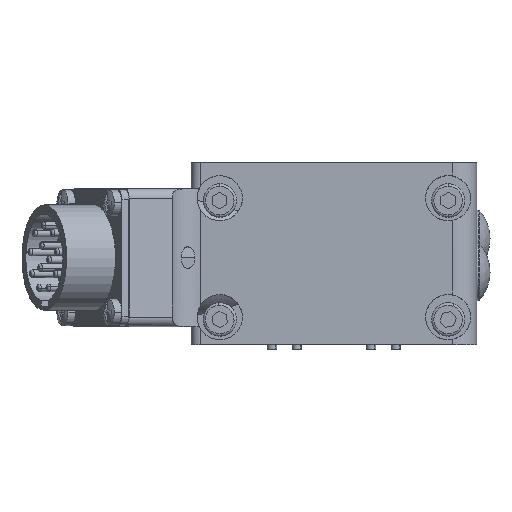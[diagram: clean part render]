
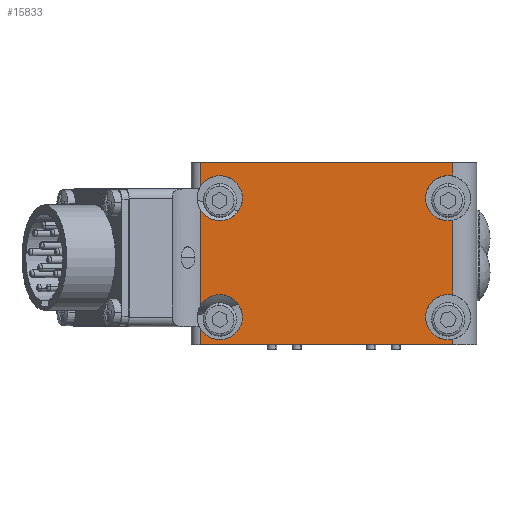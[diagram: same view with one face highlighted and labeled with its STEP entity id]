
A CAD part, top view. The second image highlights one B-rep face of the part: STEP entity #15833.
In plain terms, the highlighted planar face has unit normal (0, 0, 1).
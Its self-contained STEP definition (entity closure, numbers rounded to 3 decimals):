
#7 = DIRECTION ( 'NONE',  ( -1., 0., 0. ) ) ;
#19 = CARTESIAN_POINT ( 'NONE',  ( -4., 11.65, 33. ) ) ;
#335 = DIRECTION ( 'NONE',  ( -1., 0., 0. ) ) ;
#676 = EDGE_CURVE ( 'NONE', #16883, #14192, #13408, .T. ) ;
#735 = CARTESIAN_POINT ( 'NONE',  ( -4., -13.35, 33. ) ) ;
#932 = CARTESIAN_POINT ( 'NONE',  ( -8., -15.912, 33. ) ) ;
#1085 = DIRECTION ( 'NONE',  ( 0., 0., -1. ) ) ;
#1191 = CARTESIAN_POINT ( 'NONE',  ( 44., 11.65, 33. ) ) ;
#1210 = ORIENTED_EDGE ( 'NONE', *, *, #10937, .T. ) ;
#1467 = EDGE_CURVE ( 'NONE', #6907, #9745, #30398, .T. ) ;
#1559 = ORIENTED_EDGE ( 'NONE', *, *, #1467, .T. ) ;
#1583 = VERTEX_POINT ( 'NONE', #23263 ) ;
#2091 = CARTESIAN_POINT ( 'NONE',  ( 50., -19.15, 33. ) ) ;
#2141 = CARTESIAN_POINT ( 'NONE',  ( 45., 19.15, 33. ) ) ;
#2457 = VERTEX_POINT ( 'NONE', #26035 ) ;
#2525 = CARTESIAN_POINT ( 'NONE',  ( 44., 11.65, 33. ) ) ;
#2802 = CARTESIAN_POINT ( 'NONE',  ( -8., 19.15, 33. ) ) ;
#3323 = CARTESIAN_POINT ( 'NONE',  ( -8., 19.15, 33. ) ) ;
#3743 = VECTOR ( 'NONE', #25156, 1000. ) ;
#4604 = LINE ( 'NONE', #14253, #29311 ) ;
#4733 = CIRCLE ( 'NONE', #20445, 4.75 ) ;
#4881 = CARTESIAN_POINT ( 'NONE',  ( 0.75, 11.65, 33. ) ) ;
#4889 = DIRECTION ( 'NONE',  ( -1., 0., 0. ) ) ;
#5310 = CIRCLE ( 'NONE', #15448, 4.75 ) ;
#5526 = PLANE ( 'NONE',  #16081 ) ;
#5980 = AXIS2_PLACEMENT_3D ( 'NONE', #31351, #23577, #21228 ) ;
#6116 = VERTEX_POINT ( 'NONE', #17952 ) ;
#6157 = DIRECTION ( 'NONE',  ( 0., 0., -1. ) ) ;
#6189 = CARTESIAN_POINT ( 'NONE',  ( 45., -8.706, 33. ) ) ;
#6907 = VERTEX_POINT ( 'NONE', #18292 ) ;
#7124 = VERTEX_POINT ( 'NONE', #932 ) ;
#7990 = AXIS2_PLACEMENT_3D ( 'NONE', #9996, #29796, #27255 ) ;
#9111 = ORIENTED_EDGE ( 'NONE', *, *, #23552, .T. ) ;
#9504 = DIRECTION ( 'NONE',  ( 0., 0., -1. ) ) ;
#9745 = VERTEX_POINT ( 'NONE', #19035 ) ;
#9955 = CARTESIAN_POINT ( 'NONE',  ( 45., 19.15, 33. ) ) ;
#9979 = EDGE_CURVE ( 'NONE', #9745, #18468, #5310, .T. ) ;
#9996 = CARTESIAN_POINT ( 'NONE',  ( -4., 11.65, 33. ) ) ;
#10119 = VECTOR ( 'NONE', #28834, 1000. ) ;
#10565 = ORIENTED_EDGE ( 'NONE', *, *, #13628, .T. ) ;
#10937 = EDGE_CURVE ( 'NONE', #27942, #15971, #27038, .T. ) ;
#11039 = CIRCLE ( 'NONE', #5980, 4.75 ) ;
#11120 = VECTOR ( 'NONE', #20262, 1000. ) ;
#12028 = LINE ( 'NONE', #16952, #10119 ) ;
#12644 = CARTESIAN_POINT ( 'NONE',  ( 50., 19.15, 33. ) ) ;
#13122 = CARTESIAN_POINT ( 'NONE',  ( 44., -13.35, 33. ) ) ;
#13408 = LINE ( 'NONE', #22624, #11120 ) ;
#13434 = EDGE_CURVE ( 'NONE', #27942, #14192, #4604, .T. ) ;
#13456 = CARTESIAN_POINT ( 'NONE',  ( -8., -19.15, 33. ) ) ;
#13628 = EDGE_CURVE ( 'NONE', #16408, #7124, #15931, .T. ) ;
#13741 = VERTEX_POINT ( 'NONE', #4881 ) ;
#14192 = VERTEX_POINT ( 'NONE', #2141 ) ;
#14253 = CARTESIAN_POINT ( 'NONE',  ( 50., 19.15, 33. ) ) ;
#14540 = CARTESIAN_POINT ( 'NONE',  ( 45., 7.006, 33. ) ) ;
#14969 = ORIENTED_EDGE ( 'NONE', *, *, #31307, .T. ) ;
#14999 = DIRECTION ( 'NONE',  ( 0., -1., 0. ) ) ;
#15448 = AXIS2_PLACEMENT_3D ( 'NONE', #13122, #1085, #15963 ) ;
#15833 = ADVANCED_FACE ( 'NONE', ( #16939 ), #5526, .F. ) ;
#15931 = CIRCLE ( 'NONE', #18492, 4.75 ) ;
#15963 = DIRECTION ( 'NONE',  ( -1., 0., 0. ) ) ;
#15971 = VERTEX_POINT ( 'NONE', #24846 ) ;
#16081 = AXIS2_PLACEMENT_3D ( 'NONE', #12644, #24529, #4889 ) ;
#16408 = VERTEX_POINT ( 'NONE', #29877 ) ;
#16754 = VECTOR ( 'NONE', #27861, 1000. ) ;
#16883 = VERTEX_POINT ( 'NONE', #30255 ) ;
#16939 = FACE_OUTER_BOUND ( 'NONE', #21190, .T. ) ;
#16952 = CARTESIAN_POINT ( 'NONE',  ( -8., 19.15, 33. ) ) ;
#17952 = CARTESIAN_POINT ( 'NONE',  ( -8., -10.788, 33. ) ) ;
#18192 = ORIENTED_EDGE ( 'NONE', *, *, #30189, .T. ) ;
#18292 = CARTESIAN_POINT ( 'NONE',  ( 45., -19.15, 33. ) ) ;
#18357 = VERTEX_POINT ( 'NONE', #13456 ) ;
#18468 = VERTEX_POINT ( 'NONE', #21124 ) ;
#18492 = AXIS2_PLACEMENT_3D ( 'NONE', #30393, #6157, #30700 ) ;
#18916 = ORIENTED_EDGE ( 'NONE', *, *, #676, .T. ) ;
#18949 = EDGE_CURVE ( 'NONE', #1583, #6116, #12028, .T. ) ;
#19035 = CARTESIAN_POINT ( 'NONE',  ( 45., -17.994, 33. ) ) ;
#20262 = DIRECTION ( 'NONE',  ( 0., 1., 0. ) ) ;
#20263 = EDGE_CURVE ( 'NONE', #7124, #18357, #24549, .T. ) ;
#20445 = AXIS2_PLACEMENT_3D ( 'NONE', #19, #22051, #335 ) ;
#20679 = AXIS2_PLACEMENT_3D ( 'NONE', #735, #29407, #27487 ) ;
#20993 = CIRCLE ( 'NONE', #28038, 4.75 ) ;
#21124 = CARTESIAN_POINT ( 'NONE',  ( 39.25, -13.35, 33. ) ) ;
#21190 = EDGE_LOOP ( 'NONE', ( #1210, #26218, #27216, #27757, #18192, #10565, #27631, #9111, #1559, #30606, #14969, #21892, #27101, #21428, #18916, #21699 ) ) ;
#21228 = DIRECTION ( 'NONE',  ( -1., 0., 0. ) ) ;
#21428 = ORIENTED_EDGE ( 'NONE', *, *, #27319, .T. ) ;
#21699 = ORIENTED_EDGE ( 'NONE', *, *, #13434, .F. ) ;
#21892 = ORIENTED_EDGE ( 'NONE', *, *, #26729, .T. ) ;
#22051 = DIRECTION ( 'NONE',  ( 0., 0., -1. ) ) ;
#22370 = EDGE_CURVE ( 'NONE', #25604, #2457, #31034, .T. ) ;
#22624 = CARTESIAN_POINT ( 'NONE',  ( 45., 19.15, 33. ) ) ;
#23263 = CARTESIAN_POINT ( 'NONE',  ( -8., 9.088, 33. ) ) ;
#23552 = EDGE_CURVE ( 'NONE', #18357, #6907, #23965, .T. ) ;
#23577 = DIRECTION ( 'NONE',  ( 0., 0., -1. ) ) ;
#23820 = VERTEX_POINT ( 'NONE', #6189 ) ;
#23923 = DIRECTION ( 'NONE',  ( 1., 0., 0. ) ) ;
#23965 = LINE ( 'NONE', #2091, #26363 ) ;
#24529 = DIRECTION ( 'NONE',  ( 0., 0., -1. ) ) ;
#24549 = LINE ( 'NONE', #3323, #30437 ) ;
#24846 = CARTESIAN_POINT ( 'NONE',  ( -8., 14.212, 33. ) ) ;
#25122 = VECTOR ( 'NONE', #14999, 1000. ) ;
#25156 = DIRECTION ( 'NONE',  ( 0., 1., 0. ) ) ;
#25284 = EDGE_CURVE ( 'NONE', #15971, #13741, #4733, .T. ) ;
#25604 = VERTEX_POINT ( 'NONE', #14540 ) ;
#25699 = DIRECTION ( 'NONE',  ( 1., 0., 0. ) ) ;
#26035 = CARTESIAN_POINT ( 'NONE',  ( 39.25, 11.65, 33. ) ) ;
#26218 = ORIENTED_EDGE ( 'NONE', *, *, #25284, .T. ) ;
#26363 = VECTOR ( 'NONE', #25699, 1000. ) ;
#26729 = EDGE_CURVE ( 'NONE', #23820, #25604, #27370, .T. ) ;
#27038 = LINE ( 'NONE', #2802, #25122 ) ;
#27101 = ORIENTED_EDGE ( 'NONE', *, *, #22370, .T. ) ;
#27216 = ORIENTED_EDGE ( 'NONE', *, *, #31082, .T. ) ;
#27241 = DIRECTION ( 'NONE',  ( 0., -1., 0. ) ) ;
#27255 = DIRECTION ( 'NONE',  ( -1., 0., 0. ) ) ;
#27319 = EDGE_CURVE ( 'NONE', #2457, #16883, #20993, .T. ) ;
#27370 = LINE ( 'NONE', #9955, #3743 ) ;
#27487 = DIRECTION ( 'NONE',  ( -1., 0., 0. ) ) ;
#27631 = ORIENTED_EDGE ( 'NONE', *, *, #20263, .T. ) ;
#27757 = ORIENTED_EDGE ( 'NONE', *, *, #18949, .T. ) ;
#27861 = DIRECTION ( 'NONE',  ( 0., 1., 0. ) ) ;
#27942 = VERTEX_POINT ( 'NONE', #30404 ) ;
#28016 = CARTESIAN_POINT ( 'NONE',  ( 45., 19.15, 33. ) ) ;
#28038 = AXIS2_PLACEMENT_3D ( 'NONE', #1191, #30180, #30035 ) ;
#28834 = DIRECTION ( 'NONE',  ( 0., -1., 0. ) ) ;
#29238 = CIRCLE ( 'NONE', #7990, 4.75 ) ;
#29264 = CIRCLE ( 'NONE', #20679, 4.75 ) ;
#29311 = VECTOR ( 'NONE', #23923, 1000. ) ;
#29407 = DIRECTION ( 'NONE',  ( 0., 0., -1. ) ) ;
#29796 = DIRECTION ( 'NONE',  ( 0., 0., -1. ) ) ;
#29877 = CARTESIAN_POINT ( 'NONE',  ( 0.75, -13.35, 33. ) ) ;
#30027 = AXIS2_PLACEMENT_3D ( 'NONE', #2525, #9504, #7 ) ;
#30035 = DIRECTION ( 'NONE',  ( -1., 0., 0. ) ) ;
#30180 = DIRECTION ( 'NONE',  ( 0., 0., -1. ) ) ;
#30189 = EDGE_CURVE ( 'NONE', #6116, #16408, #29264, .T. ) ;
#30255 = CARTESIAN_POINT ( 'NONE',  ( 45., 16.294, 33. ) ) ;
#30393 = CARTESIAN_POINT ( 'NONE',  ( -4., -13.35, 33. ) ) ;
#30398 = LINE ( 'NONE', #28016, #16754 ) ;
#30404 = CARTESIAN_POINT ( 'NONE',  ( -8., 19.15, 33. ) ) ;
#30437 = VECTOR ( 'NONE', #27241, 1000. ) ;
#30606 = ORIENTED_EDGE ( 'NONE', *, *, #9979, .T. ) ;
#30700 = DIRECTION ( 'NONE',  ( -1., 0., 0. ) ) ;
#31034 = CIRCLE ( 'NONE', #30027, 4.75 ) ;
#31082 = EDGE_CURVE ( 'NONE', #13741, #1583, #29238, .T. ) ;
#31307 = EDGE_CURVE ( 'NONE', #18468, #23820, #11039, .T. ) ;
#31351 = CARTESIAN_POINT ( 'NONE',  ( 44., -13.35, 33. ) ) ;
